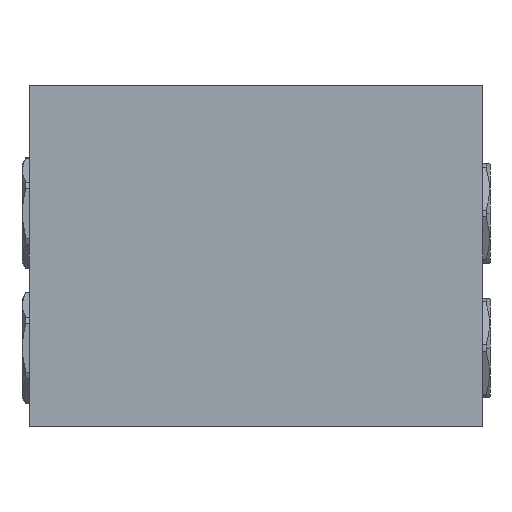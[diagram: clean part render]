
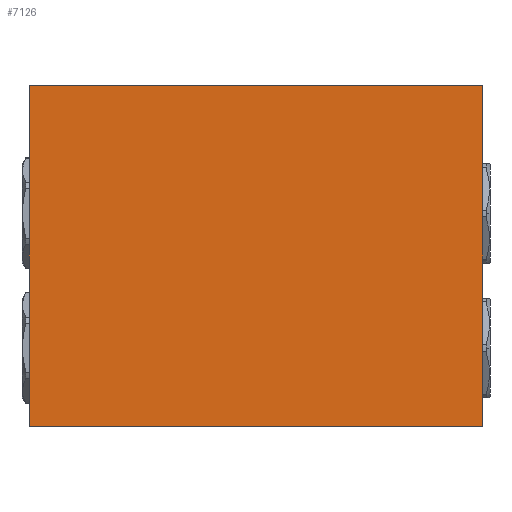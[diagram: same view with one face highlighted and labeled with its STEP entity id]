
A CAD part, left-side view. The second image highlights one B-rep face of the part: STEP entity #7126.
In plain terms, the highlighted planar face has unit normal (-1, 0, 0).
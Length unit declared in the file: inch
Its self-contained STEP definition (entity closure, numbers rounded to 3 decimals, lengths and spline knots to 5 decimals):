
#1=DIRECTION('',(0.,-1.,0.));
#2=VECTOR('',#1,4.);
#3=CARTESIAN_POINT('',(0.,0.,0.));
#4=LINE('',#3,#2);
#57=DIRECTION('',(0.,0.,1.));
#58=VECTOR('',#57,3.);
#59=CARTESIAN_POINT('',(0.,0.,0.));
#60=LINE('',#59,#58);
#129=DIRECTION('',(0.,0.,1.));
#130=VECTOR('',#129,3.);
#131=CARTESIAN_POINT('',(0.,-4.,0.));
#132=LINE('',#131,#130);
#173=DIRECTION('',(0.,-1.,0.));
#174=VECTOR('',#173,4.);
#175=CARTESIAN_POINT('',(0.,0.,3.));
#176=LINE('',#175,#174);
#6272=CARTESIAN_POINT('',(0.,0.,0.));
#6273=CARTESIAN_POINT('',(0.,-4.,0.));
#6274=VERTEX_POINT('',#6272);
#6275=VERTEX_POINT('',#6273);
#6280=CARTESIAN_POINT('',(0.,0.,3.));
#6281=CARTESIAN_POINT('',(0.,-4.,3.));
#6282=VERTEX_POINT('',#6280);
#6283=VERTEX_POINT('',#6281);
#7112=CARTESIAN_POINT('',(0.,0.,0.));
#7113=DIRECTION('',(-1.,0.,0.));
#7114=DIRECTION('',(0.,-1.,0.));
#7115=AXIS2_PLACEMENT_3D('',#7112,#7113,#7114);
#7116=PLANE('',#7115);
#7117=ORIENTED_EDGE('',*,*,#7077,.F.);
#7119=ORIENTED_EDGE('',*,*,#7118,.T.);
#7121=ORIENTED_EDGE('',*,*,#7120,.T.);
#7123=ORIENTED_EDGE('',*,*,#7122,.F.);
#7124=EDGE_LOOP('',(#7117,#7119,#7121,#7123));
#7125=FACE_OUTER_BOUND('',#7124,.F.);
#7126=ADVANCED_FACE('',(#7125),#7116,.T.);
#7077=EDGE_CURVE('',#6274,#6275,#4,.T.);
#7118=EDGE_CURVE('',#6274,#6282,#60,.T.);
#7120=EDGE_CURVE('',#6282,#6283,#176,.T.);
#7122=EDGE_CURVE('',#6275,#6283,#132,.T.);
